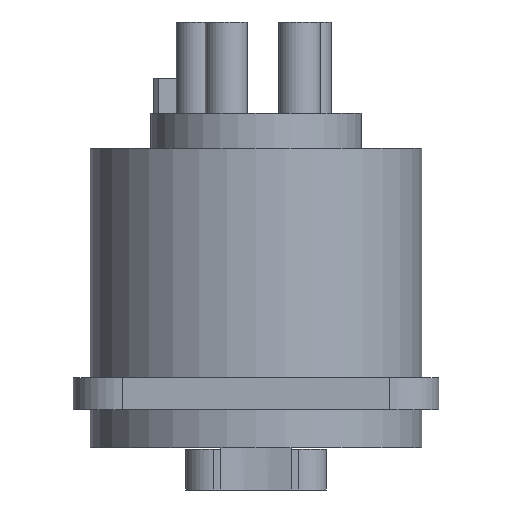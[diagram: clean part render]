
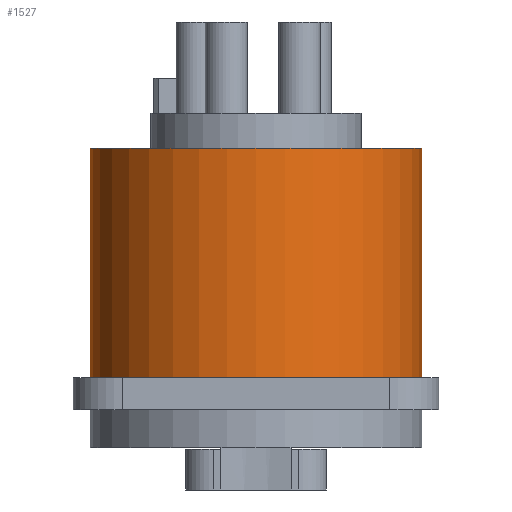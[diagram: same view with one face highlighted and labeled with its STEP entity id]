
A CAD part, front view. The second image highlights one B-rep face of the part: STEP entity #1527.
In plain terms, the highlighted cylindrical face has radius 11.8 mm (diameter 23.6 mm), a partial arc.
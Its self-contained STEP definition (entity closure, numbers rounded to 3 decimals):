
#161=CARTESIAN_POINT('',(0.,0.,2.3));
#162=DIRECTION('',(0.,0.,-1.));
#163=DIRECTION('',(1.,0.,0.));
#164=AXIS2_PLACEMENT_3D('',#161,#162,#163);
#218=DIRECTION('',(0.,0.,-1.));
#219=VECTOR('',#218,16.3);
#220=CARTESIAN_POINT('',(-11.8,0.,18.6));
#221=LINE('',#220,#219);
#234=DIRECTION('',(0.,0.,-1.));
#235=VECTOR('',#234,16.3);
#236=CARTESIAN_POINT('',(11.8,0.,18.6));
#237=LINE('',#236,#235);
#599=CARTESIAN_POINT('',(0.,0.,18.6));
#600=DIRECTION('',(0.,0.,-1.));
#601=DIRECTION('',(1.,0.,0.));
#602=AXIS2_PLACEMENT_3D('',#599,#600,#601);
#940=CARTESIAN_POINT('',(-11.8,0.,18.6));
#941=CARTESIAN_POINT('',(11.8,0.,18.6));
#942=VERTEX_POINT('',#940);
#943=VERTEX_POINT('',#941);
#952=CARTESIAN_POINT('',(-11.8,0.,2.3));
#953=VERTEX_POINT('',#952);
#954=CARTESIAN_POINT('',(11.8,0.,2.3));
#955=VERTEX_POINT('',#954);
#1515=CARTESIAN_POINT('',(0.,0.,18.6));
#1516=DIRECTION('',(0.,0.,-1.));
#1517=DIRECTION('',(-1.,0.,0.));
#1518=AXIS2_PLACEMENT_3D('',#1515,#1516,#1517);
#1519=CYLINDRICAL_SURFACE('',#1518,11.8);
#1520=ORIENTED_EDGE('',*,*,#1469,.F.);
#1522=ORIENTED_EDGE('',*,*,#1521,.F.);
#1523=ORIENTED_EDGE('',*,*,#1472,.T.);
#1524=ORIENTED_EDGE('',*,*,#1351,.T.);
#1525=EDGE_LOOP('',(#1520,#1522,#1523,#1524));
#1526=FACE_OUTER_BOUND('',#1525,.F.);
#1527=ADVANCED_FACE('',(#1526),#1519,.T.);
#165=CIRCLE('',#164,11.8);
#603=CIRCLE('',#602,11.8);
#1351=EDGE_CURVE('',#955,#953,#165,.T.);
#1469=EDGE_CURVE('',#942,#953,#221,.T.);
#1472=EDGE_CURVE('',#943,#955,#237,.T.);
#1521=EDGE_CURVE('',#943,#942,#603,.T.);
